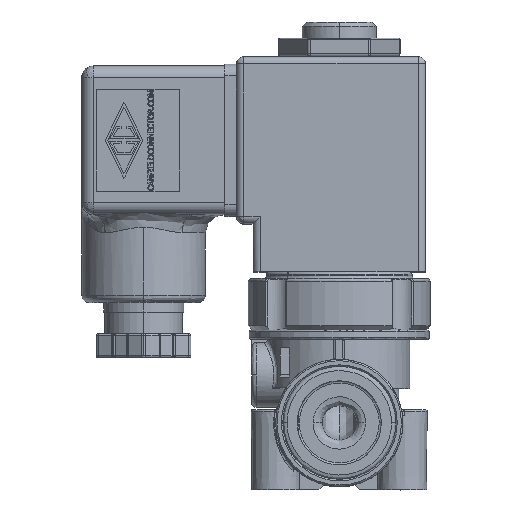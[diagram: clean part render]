
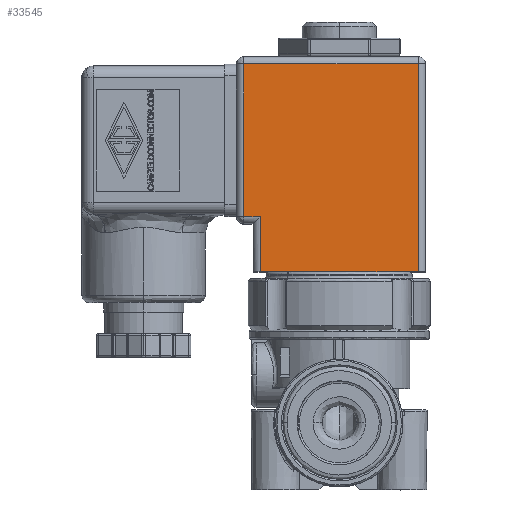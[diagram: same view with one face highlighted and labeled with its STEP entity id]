
A CAD part, top view. The second image highlights one B-rep face of the part: STEP entity #33545.
In plain terms, the highlighted planar face has unit normal (0, 0, 1).
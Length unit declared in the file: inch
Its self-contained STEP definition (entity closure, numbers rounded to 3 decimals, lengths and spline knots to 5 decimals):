
#3384 = VECTOR ( 'NONE', #64858, 39.37008 ) ;
#4016 = DIRECTION ( 'NONE',  ( 0., 0., 1. ) ) ;
#5044 = ORIENTED_EDGE ( 'NONE', *, *, #55103, .T. ) ;
#5565 = VECTOR ( 'NONE', #56050, 39.37008 ) ;
#5667 = LINE ( 'NONE', #7360, #17524 ) ;
#6068 = VERTEX_POINT ( 'NONE', #45915 ) ;
#7161 = LINE ( 'NONE', #30852, #5565 ) ;
#7360 = CARTESIAN_POINT ( 'NONE',  ( 0.593, 1.0385, 0.62 ) ) ;
#8457 = VECTOR ( 'NONE', #22434, 39.37008 ) ;
#9246 = CARTESIAN_POINT ( 'NONE',  ( -0.543, 1.0385, 0.62 ) ) ;
#10054 = EDGE_CURVE ( 'NONE', #45093, #35334, #23486, .T. ) ;
#13753 = VERTEX_POINT ( 'NONE', #9246 ) ;
#14215 = LINE ( 'NONE', #46854, #41145 ) ;
#14664 = EDGE_CURVE ( 'NONE', #13753, #45093, #5667, .T. ) ;
#15998 = DIRECTION ( 'NONE',  ( 0., -1., 0. ) ) ;
#17524 = VECTOR ( 'NONE', #47850, 39.37008 ) ;
#17540 = VERTEX_POINT ( 'NONE', #21940 ) ;
#21490 = EDGE_LOOP ( 'NONE', ( #23290, #38746, #32791, #52047, #27083, #5044 ) ) ;
#21940 = CARTESIAN_POINT ( 'NONE',  ( -0.657, 2.4685, 0.62 ) ) ;
#22434 = DIRECTION ( 'NONE',  ( 0., 1., 0. ) ) ;
#23290 = ORIENTED_EDGE ( 'NONE', *, *, #34199, .T. ) ;
#23486 = LINE ( 'NONE', #46732, #8457 ) ;
#27083 = ORIENTED_EDGE ( 'NONE', *, *, #29426, .F. ) ;
#29192 = CARTESIAN_POINT ( 'NONE',  ( 0.593, 2.5185, 0.62 ) ) ;
#29426 = EDGE_CURVE ( 'NONE', #17540, #35334, #14215, .T. ) ;
#30852 = CARTESIAN_POINT ( 'NONE',  ( -0.543, 2.5185, 0.62 ) ) ;
#32791 = ORIENTED_EDGE ( 'NONE', *, *, #14664, .T. ) ;
#33511 = VECTOR ( 'NONE', #15998, 39.37008 ) ;
#33545 = ADVANCED_FACE ( 'NONE', ( #43055 ), #49369, .T. ) ;
#34199 = EDGE_CURVE ( 'NONE', #40649, #6068, #43733, .T. ) ;
#35334 = VERTEX_POINT ( 'NONE', #39154 ) ;
#38746 = ORIENTED_EDGE ( 'NONE', *, *, #49362, .T. ) ;
#39154 = CARTESIAN_POINT ( 'NONE',  ( 0.543, 2.4685, 0.62 ) ) ;
#39386 = DIRECTION ( 'NONE',  ( 0., -1., 0. ) ) ;
#40649 = VERTEX_POINT ( 'NONE', #52468 ) ;
#41145 = VECTOR ( 'NONE', #62077, 39.37008 ) ;
#43055 = FACE_OUTER_BOUND ( 'NONE', #21490, .T. ) ;
#43733 = LINE ( 'NONE', #59813, #3384 ) ;
#45093 = VERTEX_POINT ( 'NONE', #62249 ) ;
#45915 = CARTESIAN_POINT ( 'NONE',  ( -0.543, 1.4185, 0.62 ) ) ;
#46314 = CARTESIAN_POINT ( 'NONE',  ( -0.657, 2.5185, 0.62 ) ) ;
#46732 = CARTESIAN_POINT ( 'NONE',  ( 0.543, 2.5185, 0.62 ) ) ;
#46854 = CARTESIAN_POINT ( 'NONE',  ( 0.593, 2.4685, 0.62 ) ) ;
#47850 = DIRECTION ( 'NONE',  ( 1., 0., 0. ) ) ;
#49362 = EDGE_CURVE ( 'NONE', #6068, #13753, #7161, .T. ) ;
#49369 = PLANE ( 'NONE',  #51180 ) ;
#51180 = AXIS2_PLACEMENT_3D ( 'NONE', #29192, #4016, #39386 ) ;
#52047 = ORIENTED_EDGE ( 'NONE', *, *, #10054, .T. ) ;
#52468 = CARTESIAN_POINT ( 'NONE',  ( -0.657, 1.4185, 0.62 ) ) ;
#55103 = EDGE_CURVE ( 'NONE', #17540, #40649, #60344, .T. ) ;
#56050 = DIRECTION ( 'NONE',  ( 0., -1., 0. ) ) ;
#59813 = CARTESIAN_POINT ( 'NONE',  ( 0.593, 1.4185, 0.62 ) ) ;
#60344 = LINE ( 'NONE', #46314, #33511 ) ;
#62077 = DIRECTION ( 'NONE',  ( 1., 0., 0. ) ) ;
#62249 = CARTESIAN_POINT ( 'NONE',  ( 0.543, 1.0385, 0.62 ) ) ;
#64858 = DIRECTION ( 'NONE',  ( 1., 0., 0. ) ) ;
